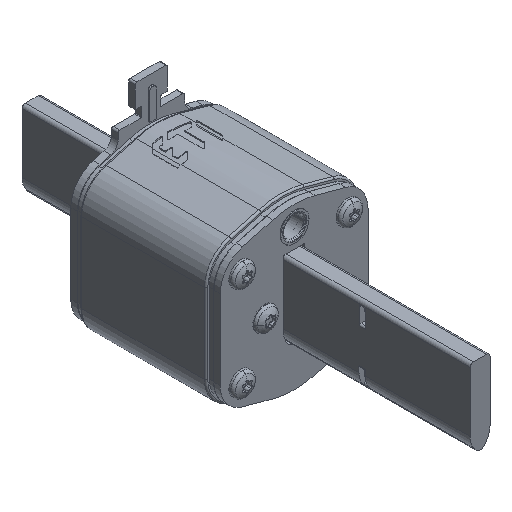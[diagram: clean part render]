
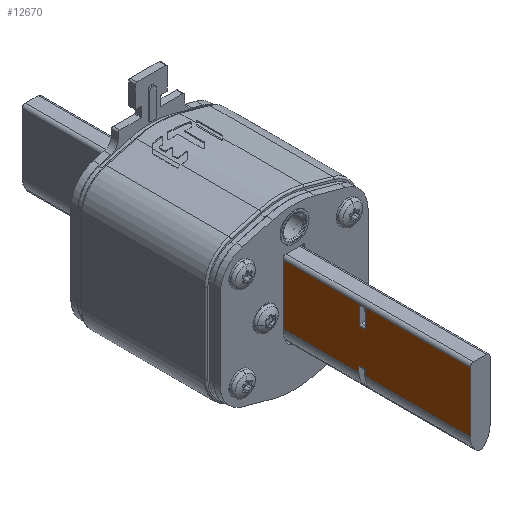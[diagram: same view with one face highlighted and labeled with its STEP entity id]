
A CAD part, isometric view. The second image highlights one B-rep face of the part: STEP entity #12670.
In plain terms, the highlighted face is planar.
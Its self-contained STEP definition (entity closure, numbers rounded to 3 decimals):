
#11723=DIRECTION('',(0.,0.,1.));
#11724=VECTOR('',#11723,59.5);
#11725=CARTESIAN_POINT('',(3.,-1.,0.));
#11726=LINE('',#11725,#11724);
#11731=DIRECTION('',(0.,1.,0.004));
#11732=VECTOR('',#11731,1.8);
#11733=CARTESIAN_POINT('',(3.,-19.,
31.54));
#11734=LINE('',#11733,#11732);
#11735=DIRECTION('',(0.,-1.,0.004));
#11736=VECTOR('',#11735,1.8);
#11737=CARTESIAN_POINT('',(3.,-17.2,
33.453));
#11738=LINE('',#11737,#11736);
#11739=DIRECTION('',(0.,-1.,0.));
#11740=VECTOR('',#11739,18.);
#11741=CARTESIAN_POINT('',(3.,-1.,0.));
#11742=LINE('',#11741,#11740);
#11743=DIRECTION('',(0.,1.,0.004));
#11744=VECTOR('',#11743,5.6);
#11745=CARTESIAN_POINT('',(3.,-6.8,
31.588));
#11746=LINE('',#11745,#11744);
#11747=DIRECTION('',(0.,-1.,0.004));
#11748=VECTOR('',#11747,5.6);
#11749=CARTESIAN_POINT('',(3.,-1.2,
33.39));
#11750=LINE('',#11749,#11748);
#11818=DIRECTION('',(0.,0.,-1.));
#11819=VECTOR('',#11818,31.54);
#11820=CARTESIAN_POINT('',(3.,-19.,
31.54));
#11821=LINE('',#11820,#11819);
#11897=DIRECTION('',(0.,0.,-1.));
#11898=VECTOR('',#11897,1.906);
#11899=CARTESIAN_POINT('',(3.,-17.2,
33.453));
#11900=LINE('',#11899,#11898);
#11925=DIRECTION('',(0.,0.,-1.));
#11926=VECTOR('',#11925,26.04);
#11927=CARTESIAN_POINT('',(3.,-19.,59.5));
#11928=LINE('',#11927,#11926);
#11934=DIRECTION('',(0.,-1.,0.));
#11935=VECTOR('',#11934,18.);
#11936=CARTESIAN_POINT('',(3.,-1.,59.5));
#11937=LINE('',#11936,#11935);
#12324=DIRECTION('',(0.,0.,1.));
#12325=VECTOR('',#12324,1.824);
#12326=CARTESIAN_POINT('',(3.,-6.8,
31.588));
#12327=LINE('',#12326,#12325);
#12380=DIRECTION('',(0.,0.,-1.));
#12381=VECTOR('',#12380,1.779);
#12382=CARTESIAN_POINT('',(3.,-1.2,
33.39));
#12383=LINE('',#12382,#12381);
#12448=CARTESIAN_POINT('',(3.,-1.,0.));
#12450=VERTEX_POINT('',#12448);
#12466=CARTESIAN_POINT('',(3.,-19.,0.));
#12467=VERTEX_POINT('',#12466);
#12468=CARTESIAN_POINT('',(3.,-1.,59.5));
#12469=VERTEX_POINT('',#12468);
#12472=CARTESIAN_POINT('',(3.,-19.,
31.54));
#12473=CARTESIAN_POINT('',(3.,-17.2,
31.547));
#12474=VERTEX_POINT('',#12472);
#12475=VERTEX_POINT('',#12473);
#12476=CARTESIAN_POINT('',(3.,-17.2,
33.453));
#12477=VERTEX_POINT('',#12476);
#12478=CARTESIAN_POINT('',(3.,-19.,
33.46));
#12479=VERTEX_POINT('',#12478);
#12480=CARTESIAN_POINT('',(3.,-19.,59.5));
#12481=VERTEX_POINT('',#12480);
#12482=CARTESIAN_POINT('',(3.,-6.8,
31.588));
#12483=CARTESIAN_POINT('',(3.,-6.8,
33.412));
#12484=VERTEX_POINT('',#12482);
#12485=VERTEX_POINT('',#12483);
#12486=CARTESIAN_POINT('',(3.,-1.2,
31.61));
#12487=VERTEX_POINT('',#12486);
#12488=CARTESIAN_POINT('',(3.,-1.2,
33.39));
#12489=VERTEX_POINT('',#12488);
#12639=CARTESIAN_POINT('',(3.,-19.,0.));
#12640=DIRECTION('',(1.,0.,0.));
#12641=DIRECTION('',(0.,1.,0.));
#12642=AXIS2_PLACEMENT_3D('',#12639,#12640,#12641);
#12643=PLANE('',#12642);
#12645=ORIENTED_EDGE('',*,*,#12644,.T.);
#12647=ORIENTED_EDGE('',*,*,#12646,.F.);
#12649=ORIENTED_EDGE('',*,*,#12648,.T.);
#12651=ORIENTED_EDGE('',*,*,#12650,.F.);
#12653=ORIENTED_EDGE('',*,*,#12652,.F.);
#12654=ORIENTED_EDGE('',*,*,#12623,.F.);
#12655=ORIENTED_EDGE('',*,*,#12605,.T.);
#12657=ORIENTED_EDGE('',*,*,#12656,.F.);
#12658=EDGE_LOOP('',(#12645,#12647,#12649,#12651,#12653,#12654,#12655,#12657));
#12659=FACE_OUTER_BOUND('',#12658,.F.);
#12661=ORIENTED_EDGE('',*,*,#12660,.F.);
#12663=ORIENTED_EDGE('',*,*,#12662,.T.);
#12665=ORIENTED_EDGE('',*,*,#12664,.F.);
#12667=ORIENTED_EDGE('',*,*,#12666,.T.);
#12668=EDGE_LOOP('',(#12661,#12663,#12665,#12667));
#12669=FACE_BOUND('',#12668,.F.);
#12605=EDGE_CURVE('',#12450,#12467,#11742,.T.);
#12623=EDGE_CURVE('',#12450,#12469,#11726,.T.);
#12644=EDGE_CURVE('',#12474,#12475,#11734,.T.);
#12646=EDGE_CURVE('',#12477,#12475,#11900,.T.);
#12648=EDGE_CURVE('',#12477,#12479,#11738,.T.);
#12650=EDGE_CURVE('',#12481,#12479,#11928,.T.);
#12652=EDGE_CURVE('',#12469,#12481,#11937,.T.);
#12656=EDGE_CURVE('',#12474,#12467,#11821,.T.);
#12660=EDGE_CURVE('',#12484,#12485,#12327,.T.);
#12662=EDGE_CURVE('',#12484,#12487,#11746,.T.);
#12664=EDGE_CURVE('',#12489,#12487,#12383,.T.);
#12666=EDGE_CURVE('',#12489,#12485,#11750,.T.);
#12670=ADVANCED_FACE('',(#12659,#12669),#12643,.T.);
